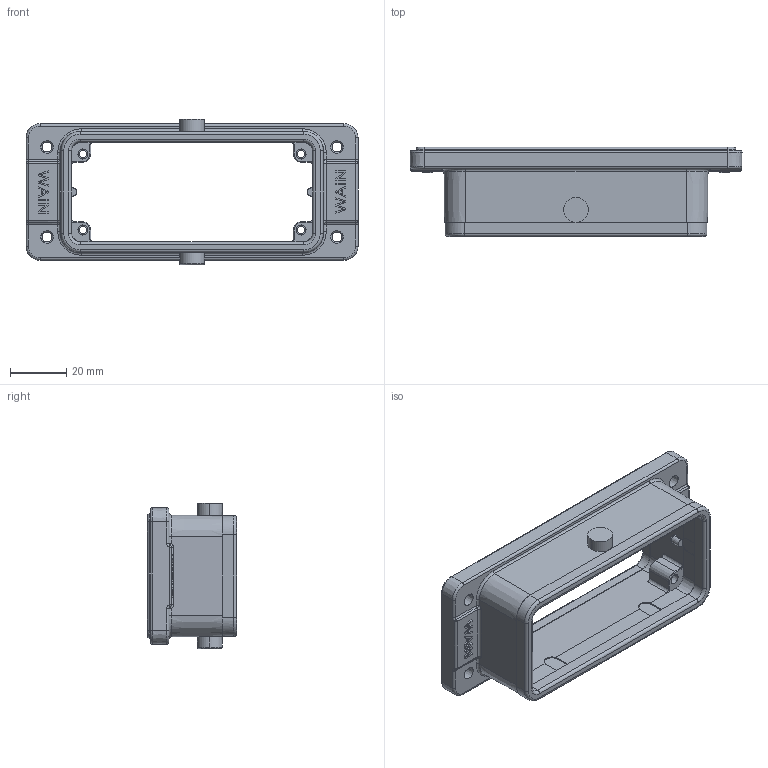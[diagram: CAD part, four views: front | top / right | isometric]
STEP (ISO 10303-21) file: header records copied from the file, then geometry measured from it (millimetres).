
FILE_DESCRIPTION((''),'2;1');
FILE_NAME('H16B-BK-2','2020-11-12T',('sy.ji'),(''),'PRO/ENGINEER BY PARAMETRIC TECHNOLOGY CORPORATION, 2012480','PRO/ENGINEER BY PARAMETRIC TECHNOLOGY CORPORATION, 2012480','');
FILE_SCHEMA(('CONFIG_CONTROL_DESIGN'));
Length unit declared in the file: millimetre
Products named in the file (1): H16B-BK-2
Bounding box: 117.99 x 31.65 x 51.75 mm (x, y, z)
Volume: 41759.3 mm3; surface area: 28777.4 mm2
Topology: 1 solids, 8 shells, 807 faces, 2137 edges, 1335 vertices
Faces by surface type: plane 325, cylinder 244, cone 90, torus 78, sphere 44, extrusion 16, bspline 10
Entity records: 26094 total; most frequent: CARTESIAN_POINT 5817, ORIENTED_EDGE 4274, DIRECTION 4181, EDGE_CURVE 2137, AXIS2_PLACEMENT_3D 1511, VERTEX_POINT 1335, VECTOR 1159, LINE 1143
